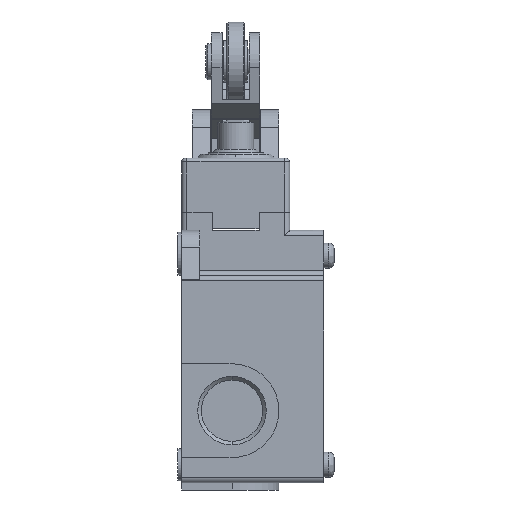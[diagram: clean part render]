
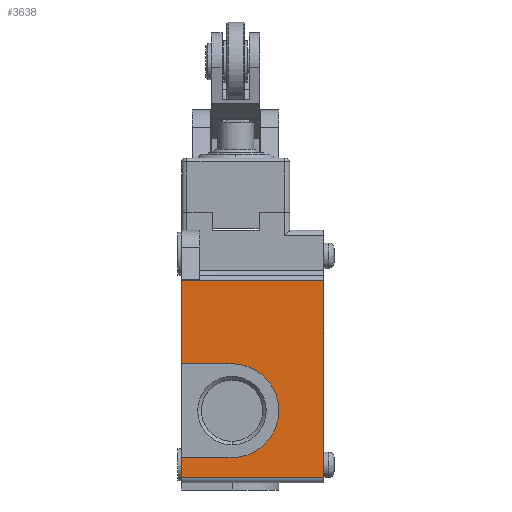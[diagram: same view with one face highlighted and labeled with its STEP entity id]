
A CAD part, left-side view. The second image highlights one B-rep face of the part: STEP entity #3638.
In plain terms, the highlighted planar face has unit normal (-1, 0, 0).
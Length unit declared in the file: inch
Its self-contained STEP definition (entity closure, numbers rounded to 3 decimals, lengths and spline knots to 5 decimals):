
#367 = PLANE ( 'NONE',  #485 ) ;
#399 = DIRECTION ( 'NONE',  ( 0., 0., 1. ) ) ;
#475 = CARTESIAN_POINT ( 'NONE',  ( -1.14173, -0.03937, -2.5 ) ) ;
#485 = AXIS2_PLACEMENT_3D ( 'NONE', #475, #7667, #399 ) ;
#581 = VECTOR ( 'NONE', #6644, 39.37008 ) ;
#707 = CARTESIAN_POINT ( 'NONE',  ( -1.14173, -0.59055, -1.20079 ) ) ;
#834 = VECTOR ( 'NONE', #4086, 39.37008 ) ;
#919 = CARTESIAN_POINT ( 'NONE',  ( -1.14173, -0.03937, -0.29528 ) ) ;
#1173 = VECTOR ( 'NONE', #9407, 39.37008 ) ;
#1281 = LINE ( 'NONE', #6091, #7252 ) ;
#1665 = FACE_OUTER_BOUND ( 'NONE', #8745, .T. ) ;
#1670 = CARTESIAN_POINT ( 'NONE',  ( -1.14173, -0.03937, -0.29528 ) ) ;
#1741 = ORIENTED_EDGE ( 'NONE', *, *, #5326, .T. ) ;
#1993 = LINE ( 'NONE', #8391, #581 ) ;
#2115 = CARTESIAN_POINT ( 'NONE',  ( -1.14173, -0.03937, -2.22441 ) ) ;
#2327 = VERTEX_POINT ( 'NONE', #1670 ) ;
#2404 = CARTESIAN_POINT ( 'NONE',  ( -1.14173, -0.03937, -1.20079 ) ) ;
#2878 = AXIS2_PLACEMENT_3D ( 'NONE', #8527, #3112, #9503 ) ;
#3021 = ORIENTED_EDGE ( 'NONE', *, *, #7306, .T. ) ;
#3075 = EDGE_CURVE ( 'NONE', #5885, #4733, #9698, .T. ) ;
#3112 = DIRECTION ( 'NONE',  ( 1., 0., 0. ) ) ;
#3638 = ADVANCED_FACE ( 'NONE', ( #1665 ), #367, .T. ) ;
#3971 = EDGE_CURVE ( 'NONE', #5697, #2327, #1281, .T. ) ;
#4002 = EDGE_CURVE ( 'NONE', #5697, #5561, #8256, .T. ) ;
#4030 = ORIENTED_EDGE ( 'NONE', *, *, #11831, .T. ) ;
#4042 = VERTEX_POINT ( 'NONE', #7114 ) ;
#4086 = DIRECTION ( 'NONE',  ( 0., 0., 1. ) ) ;
#4612 = ORIENTED_EDGE ( 'NONE', *, *, #10758, .T. ) ;
#4646 = LINE ( 'NONE', #919, #7803 ) ;
#4733 = VERTEX_POINT ( 'NONE', #2115 ) ;
#4975 = DIRECTION ( 'NONE',  ( 0., 1., 0. ) ) ;
#5250 = DIRECTION ( 'NONE',  ( 0., 0., 1. ) ) ;
#5326 = EDGE_CURVE ( 'NONE', #4042, #4733, #7200, .T. ) ;
#5492 = CIRCLE ( 'NONE', #2878, 0.51181 ) ;
#5561 = VERTEX_POINT ( 'NONE', #707 ) ;
#5697 = VERTEX_POINT ( 'NONE', #10917 ) ;
#5885 = VERTEX_POINT ( 'NONE', #9600 ) ;
#6057 = DIRECTION ( 'NONE',  ( 0., -1., 0. ) ) ;
#6091 = CARTESIAN_POINT ( 'NONE',  ( -1.14173, -0.03937, -1.20079 ) ) ;
#6404 = DIRECTION ( 'NONE',  ( 0., 1., 0. ) ) ;
#6534 = ORIENTED_EDGE ( 'NONE', *, *, #11333, .T. ) ;
#6641 = CARTESIAN_POINT ( 'NONE',  ( -1.14173, -1.59449, -2.5 ) ) ;
#6644 = DIRECTION ( 'NONE',  ( 0., -1., 0. ) ) ;
#6768 = VERTEX_POINT ( 'NONE', #10684 ) ;
#6887 = ORIENTED_EDGE ( 'NONE', *, *, #4002, .T. ) ;
#7114 = CARTESIAN_POINT ( 'NONE',  ( -1.14173, -0.59055, -2.22441 ) ) ;
#7137 = LINE ( 'NONE', #6641, #1173 ) ;
#7200 = LINE ( 'NONE', #11137, #8493 ) ;
#7252 = VECTOR ( 'NONE', #5250, 39.37008 ) ;
#7306 = EDGE_CURVE ( 'NONE', #6768, #10176, #7137, .T. ) ;
#7667 = DIRECTION ( 'NONE',  ( -1., 0., 0. ) ) ;
#7803 = VECTOR ( 'NONE', #6404, 39.37008 ) ;
#7826 = CARTESIAN_POINT ( 'NONE',  ( -1.14173, -0.03937, -1.20079 ) ) ;
#8127 = ORIENTED_EDGE ( 'NONE', *, *, #3075, .F. ) ;
#8149 = ORIENTED_EDGE ( 'NONE', *, *, #3971, .F. ) ;
#8256 = LINE ( 'NONE', #2404, #8405 ) ;
#8391 = CARTESIAN_POINT ( 'NONE',  ( -1.14173, -0.03937, -2.44094 ) ) ;
#8405 = VECTOR ( 'NONE', #6057, 39.37008 ) ;
#8493 = VECTOR ( 'NONE', #4975, 39.37008 ) ;
#8527 = CARTESIAN_POINT ( 'NONE',  ( -1.14173, -0.59055, -1.7126 ) ) ;
#8745 = EDGE_LOOP ( 'NONE', ( #4612, #8149, #6887, #6534, #1741, #8127, #4030, #3021 ) ) ;
#9407 = DIRECTION ( 'NONE',  ( 0., 0., 1. ) ) ;
#9503 = DIRECTION ( 'NONE',  ( 0., 0., -1. ) ) ;
#9600 = CARTESIAN_POINT ( 'NONE',  ( -1.14173, -0.03937, -2.44094 ) ) ;
#9698 = LINE ( 'NONE', #7826, #834 ) ;
#10176 = VERTEX_POINT ( 'NONE', #11787 ) ;
#10684 = CARTESIAN_POINT ( 'NONE',  ( -1.14173, -1.59449, -2.44094 ) ) ;
#10758 = EDGE_CURVE ( 'NONE', #10176, #2327, #4646, .T. ) ;
#10917 = CARTESIAN_POINT ( 'NONE',  ( -1.14173, -0.03937, -1.20079 ) ) ;
#11137 = CARTESIAN_POINT ( 'NONE',  ( -1.14173, -0.03937, -2.22441 ) ) ;
#11333 = EDGE_CURVE ( 'NONE', #5561, #4042, #5492, .T. ) ;
#11787 = CARTESIAN_POINT ( 'NONE',  ( -1.14173, -1.59449, -0.29528 ) ) ;
#11831 = EDGE_CURVE ( 'NONE', #5885, #6768, #1993, .T. ) ;
